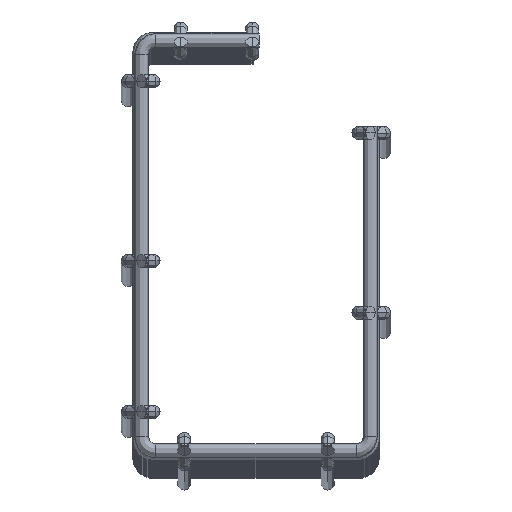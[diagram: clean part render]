
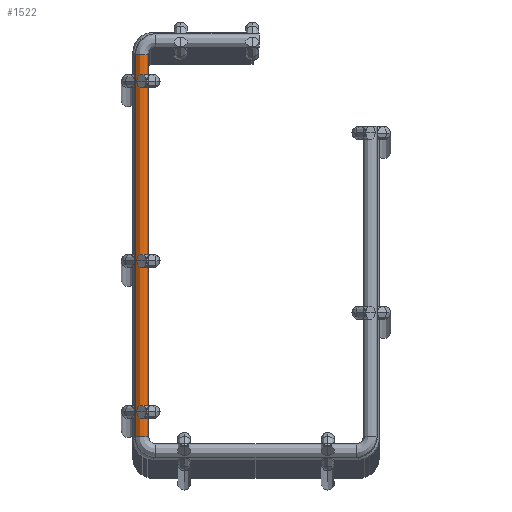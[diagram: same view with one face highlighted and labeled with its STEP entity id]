
A CAD part, top view. The second image highlights one B-rep face of the part: STEP entity #1522.
In plain terms, the highlighted cylindrical face has radius 1.9 mm (diameter 3.8 mm), a partial arc.
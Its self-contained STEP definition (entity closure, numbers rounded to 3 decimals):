
#1304=CARTESIAN_POINT('',(-31.8,110.2,0.));
#1305=DIRECTION('',(0.,-1.,0.));
#1306=DIRECTION('',(1.,0.,0.));
#1307=AXIS2_PLACEMENT_3D('',#1304,#1305,#1306);
#1309=DIRECTION('',(0.,-1.,0.));
#1310=VECTOR('',#1309,106.3);
#1311=CARTESIAN_POINT('',(-29.9,110.2,0.));
#1312=LINE('',#1311,#1310);
#1318=DIRECTION('',(0.,-1.,0.));
#1319=VECTOR('',#1318,106.3);
#1320=CARTESIAN_POINT('',(-33.7,110.2,0.));
#1321=LINE('',#1320,#1319);
#1332=CARTESIAN_POINT('',(-31.8,3.9,0.));
#1333=DIRECTION('',(0.,-1.,0.));
#1334=DIRECTION('',(1.,0.,0.));
#1335=AXIS2_PLACEMENT_3D('',#1332,#1333,#1334);
#1416=CARTESIAN_POINT('',(-29.9,110.2,0.));
#1417=CARTESIAN_POINT('',(-33.7,110.2,0.));
#1418=VERTEX_POINT('',#1416);
#1419=VERTEX_POINT('',#1417);
#1420=CARTESIAN_POINT('',(-29.9,3.9,0.));
#1421=CARTESIAN_POINT('',(-33.7,3.9,0.));
#1422=VERTEX_POINT('',#1420);
#1423=VERTEX_POINT('',#1421);
#1508=CARTESIAN_POINT('',(-31.8,110.2,0.));
#1509=DIRECTION('',(0.,-1.,0.));
#1510=DIRECTION('',(1.,0.,0.));
#1511=AXIS2_PLACEMENT_3D('',#1508,#1509,#1510);
#1512=CYLINDRICAL_SURFACE('',#1511,1.9);
#1513=ORIENTED_EDGE('',*,*,#1502,.F.);
#1515=ORIENTED_EDGE('',*,*,#1514,.T.);
#1517=ORIENTED_EDGE('',*,*,#1516,.T.);
#1519=ORIENTED_EDGE('',*,*,#1518,.F.);
#1520=EDGE_LOOP('',(#1513,#1515,#1517,#1519));
#1521=FACE_OUTER_BOUND('',#1520,.F.);
#1522=ADVANCED_FACE('',(#1521),#1512,.T.);
#1308=CIRCLE('',#1307,1.9);
#1336=CIRCLE('',#1335,1.9);
#1502=EDGE_CURVE('',#1418,#1419,#1308,.T.);
#1514=EDGE_CURVE('',#1418,#1422,#1312,.T.);
#1516=EDGE_CURVE('',#1422,#1423,#1336,.T.);
#1518=EDGE_CURVE('',#1419,#1423,#1321,.T.);
